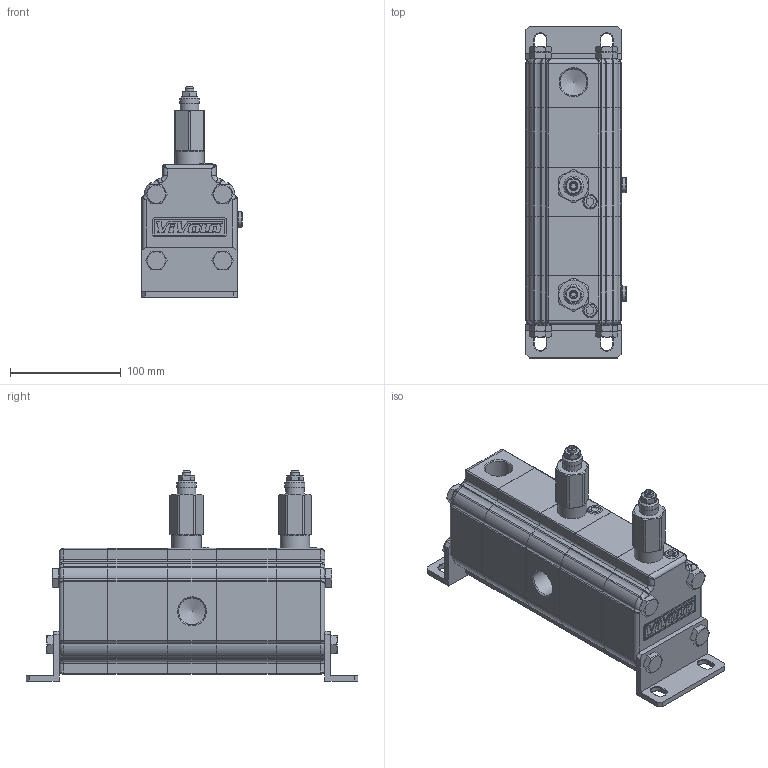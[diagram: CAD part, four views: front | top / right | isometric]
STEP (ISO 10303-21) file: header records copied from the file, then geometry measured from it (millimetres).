
FILE_DESCRIPTION(/* description */ ('Unknown'),/* implementation_level */ '2;1');
FILE_NAME(/* name */ '9RV02-45',/* time_stamp */ '2020-04-16T13:00:13+02:00',/* author */ ('Unknown'),/* organization */ ('Unknown'),/* preprocessor_version */ 'ST-DEVELOPER v16.7',/* originating_system */ 'DEX',/* authorisation */ $);
FILE_SCHEMA (('AUTOMOTIVE_DESIGN {1 0 10303 214 3 1 1}'));
Length unit declared in the file: millimetre
Products named in the file (1): RV-2V
Bounding box: 90.5 x 300 x 189.85 mm (x, y, z)
Volume: 2124750.3 mm3; surface area: 142975.5 mm2
Topology: 1 solids, 1 shells, 884 faces, 2325 edges, 1469 vertices
Faces by surface type: plane 406, cylinder 330, cone 68, bspline 48, torus 32
Full cylindrical faces by diameter (mm): 8 x2, 13.8 x2, 14 x2, 16 x8, 17.003 x2, 18 x2, 18.631 x4, 24.117 x4, 26.5 x2
Entity records: 36278 total; most frequent: CARTESIAN_POINT 8685, DIRECTION 4494, ORIENTED_EDGE 4400, EDGE_CURVE 2200, AXIS2_PLACEMENT_3D 1625, VERTEX_POINT 1436, LINE 1244, VECTOR 1244
